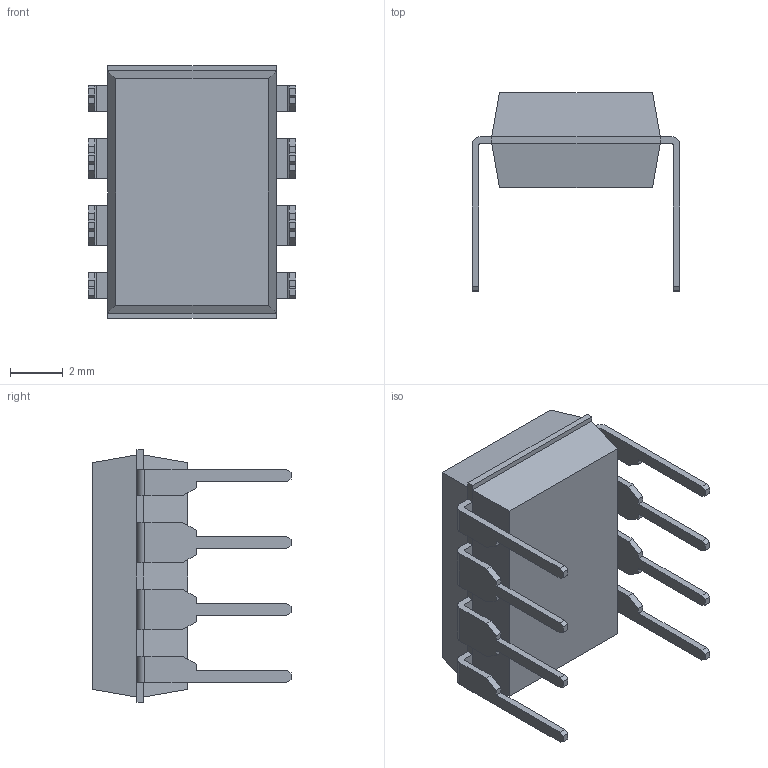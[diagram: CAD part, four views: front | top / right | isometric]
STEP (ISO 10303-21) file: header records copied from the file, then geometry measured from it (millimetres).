
FILE_DESCRIPTION (( 'STEP AP214' ), '1' );
FILE_NAME ('LF353N.STEP', '2024-05-23T09:17:02', ( 'LENOVO' ), ( '' ), 'SwSTEP 2.0', 'SolidWorks 2021', '' );
FILE_SCHEMA (( 'AUTOMOTIVE_DESIGN' ));
Length unit declared in the file: millimetre
Products named in the file (1): LF353N
Bounding box: 7.87 x 7.53 x 9.6 mm (x, y, z)
Volume: 207.3 mm3; surface area: 324.6 mm2
Topology: 10 solids, 10 shells, 157 faces, 400 edges, 264 vertices
Faces by surface type: plane 137, cylinder 20
Entity records: 4785 total; most frequent: CARTESIAN_POINT 822, ORIENTED_EDGE 800, DIRECTION 756, EDGE_CURVE 400, LINE 360, VECTOR 360, VERTEX_POINT 264, AXIS2_PLACEMENT_3D 198
